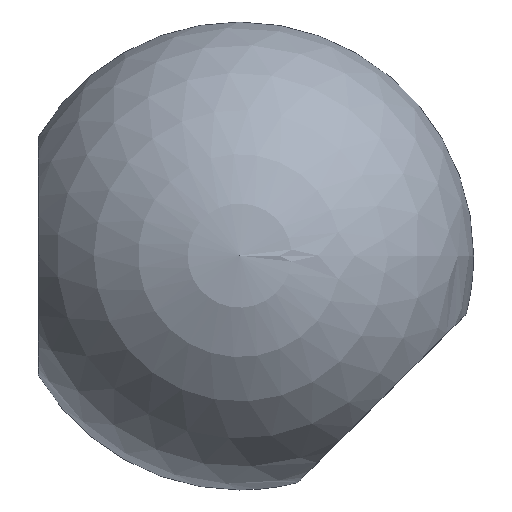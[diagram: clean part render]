
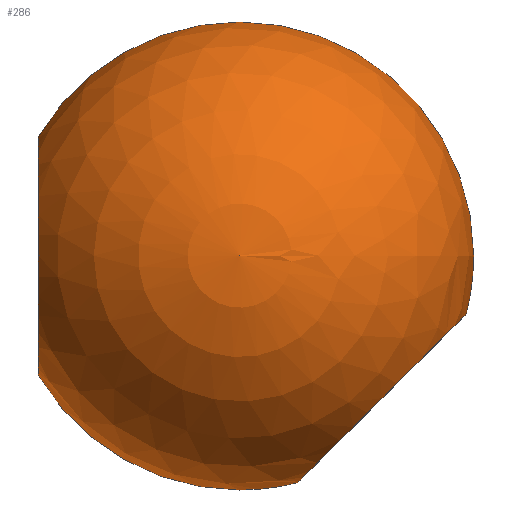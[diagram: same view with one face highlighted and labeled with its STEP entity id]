
A CAD part, top view. The second image highlights one B-rep face of the part: STEP entity #286.
In plain terms, the highlighted spherical face has radius 50 mm.
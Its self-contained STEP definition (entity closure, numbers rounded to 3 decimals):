
#4 = DIRECTION ( 'NONE',  ( 1., 0., 0. ) ) ;
#12 = CARTESIAN_POINT ( 'NONE',  ( 12.381, -48.443, 0. ) ) ;
#19 = DIRECTION ( 'NONE',  ( 0., 0., -1. ) ) ;
#22 = AXIS2_PLACEMENT_3D ( 'NONE', #181, #4, #205 ) ;
#33 = DIRECTION ( 'NONE',  ( 1., 0., 0. ) ) ;
#34 = ORIENTED_EDGE ( 'NONE', *, *, #112, .F. ) ;
#39 = CARTESIAN_POINT ( 'NONE',  ( 0., 50., 0. ) ) ;
#40 = CARTESIAN_POINT ( 'NONE',  ( -43.009, 0., 0. ) ) ;
#43 = DIRECTION ( 'NONE',  ( 0.707, -0.707, 0. ) ) ;
#49 = SPHERICAL_SURFACE ( 'NONE', #172, 50. ) ;
#55 = CIRCLE ( 'NONE', #22, 25.5 ) ;
#64 = EDGE_CURVE ( 'NONE', #295, #301, #274, .T. ) ;
#66 = ORIENTED_EDGE ( 'NONE', *, *, #90, .T. ) ;
#68 = DIRECTION ( 'NONE',  ( 0., 0., -1. ) ) ;
#72 = CARTESIAN_POINT ( 'NONE',  ( 0., -50., 0. ) ) ;
#74 = AXIS2_PLACEMENT_3D ( 'NONE', #237, #259, #304 ) ;
#75 = DIRECTION ( 'NONE',  ( -0.707, -0.707, 0. ) ) ;
#85 = EDGE_CURVE ( 'NONE', #295, #141, #120, .T. ) ;
#86 = CIRCLE ( 'NONE', #285, 25.5 ) ;
#88 = AXIS2_PLACEMENT_3D ( 'NONE', #137, #308, #218 ) ;
#89 = ORIENTED_EDGE ( 'NONE', *, *, #64, .T. ) ;
#90 = EDGE_CURVE ( 'NONE', #216, #141, #282, .T. ) ;
#94 = CARTESIAN_POINT ( 'NONE',  ( -43.009, 25.5, 0. ) ) ;
#101 = EDGE_CURVE ( 'NONE', #284, #133, #288, .T. ) ;
#112 = EDGE_CURVE ( 'NONE', #284, #225, #239, .T. ) ;
#118 = EDGE_CURVE ( 'NONE', #301, #225, #55, .T. ) ;
#120 = CIRCLE ( 'NONE', #139, 50. ) ;
#127 = CARTESIAN_POINT ( 'NONE',  ( 30.412, -30.412, 0. ) ) ;
#131 = DIRECTION ( 'NONE',  ( 1., 0., 0. ) ) ;
#133 = VERTEX_POINT ( 'NONE', #12 ) ;
#137 = CARTESIAN_POINT ( 'NONE',  ( 0., 0., 0. ) ) ;
#139 = AXIS2_PLACEMENT_3D ( 'NONE', #189, #166, #190 ) ;
#141 = VERTEX_POINT ( 'NONE', #39 ) ;
#151 = FACE_OUTER_BOUND ( 'NONE', #333, .T. ) ;
#163 = ORIENTED_EDGE ( 'NONE', *, *, #101, .T. ) ;
#166 = DIRECTION ( 'NONE',  ( 0., 0., -1. ) ) ;
#172 = AXIS2_PLACEMENT_3D ( 'NONE', #249, #68, #33 ) ;
#179 = ORIENTED_EDGE ( 'NONE', *, *, #85, .F. ) ;
#181 = CARTESIAN_POINT ( 'NONE',  ( -43.009, 0., 0. ) ) ;
#187 = ORIENTED_EDGE ( 'NONE', *, *, #118, .T. ) ;
#189 = CARTESIAN_POINT ( 'NONE',  ( 0., 0., 0. ) ) ;
#190 = DIRECTION ( 'NONE',  ( -1., 0., 0. ) ) ;
#193 = CARTESIAN_POINT ( 'NONE',  ( 0., 0., 0. ) ) ;
#205 = DIRECTION ( 'NONE',  ( 0., 0., -1. ) ) ;
#216 = VERTEX_POINT ( 'NONE', #272 ) ;
#218 = DIRECTION ( 'NONE',  ( 1., 0., 0. ) ) ;
#223 = AXIS2_PLACEMENT_3D ( 'NONE', #40, #131, #19 ) ;
#225 = VERTEX_POINT ( 'NONE', #323 ) ;
#226 = CARTESIAN_POINT ( 'NONE',  ( -43.009, 0., 25.5 ) ) ;
#237 = CARTESIAN_POINT ( 'NONE',  ( 0., 0., 0. ) ) ;
#239 = CIRCLE ( 'NONE', #330, 50. ) ;
#249 = CARTESIAN_POINT ( 'NONE',  ( 0., 0., 0. ) ) ;
#259 = DIRECTION ( 'NONE',  ( 0., 0., 1. ) ) ;
#272 = CARTESIAN_POINT ( 'NONE',  ( 48.443, -12.381, 0. ) ) ;
#274 = CIRCLE ( 'NONE', #223, 25.5 ) ;
#282 = CIRCLE ( 'NONE', #74, 50. ) ;
#284 = VERTEX_POINT ( 'NONE', #72 ) ;
#285 = AXIS2_PLACEMENT_3D ( 'NONE', #127, #43, #75 ) ;
#286 = ADVANCED_FACE ( 'NONE', ( #151 ), #49, .T. ) ;
#288 = CIRCLE ( 'NONE', #88, 50. ) ;
#295 = VERTEX_POINT ( 'NONE', #94 ) ;
#301 = VERTEX_POINT ( 'NONE', #226 ) ;
#304 = DIRECTION ( 'NONE',  ( 1., 0., 0. ) ) ;
#308 = DIRECTION ( 'NONE',  ( 0., 0., 1. ) ) ;
#315 = ORIENTED_EDGE ( 'NONE', *, *, #321, .F. ) ;
#321 = EDGE_CURVE ( 'NONE', #216, #133, #86, .T. ) ;
#323 = CARTESIAN_POINT ( 'NONE',  ( -43.009, -25.5, 0. ) ) ;
#330 = AXIS2_PLACEMENT_3D ( 'NONE', #193, #335, #336 ) ;
#333 = EDGE_LOOP ( 'NONE', ( #34, #163, #315, #66, #179, #89, #187 ) ) ;
#335 = DIRECTION ( 'NONE',  ( 0., 0., -1. ) ) ;
#336 = DIRECTION ( 'NONE',  ( -1., 0., 0. ) ) ;
